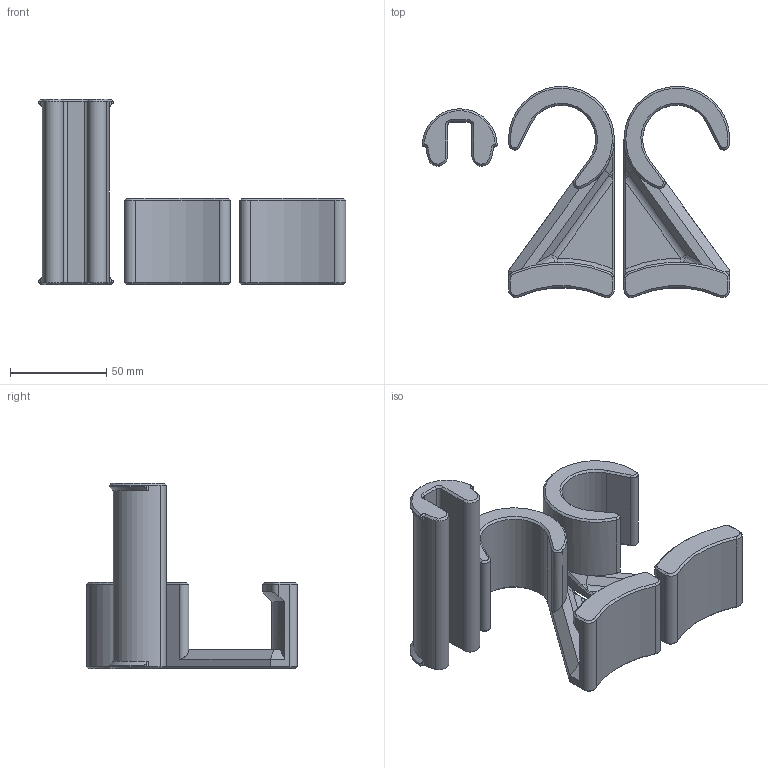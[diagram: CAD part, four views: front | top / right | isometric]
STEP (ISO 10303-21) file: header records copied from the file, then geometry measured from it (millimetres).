
FILE_DESCRIPTION(/* description */ (''),/* implementation_level */ '2;1');
FILE_NAME(/* name */ 'Backpack Closet Hook v7.step',/* time_stamp */ '2025-06-30T02:39:20-07:00',/* author */ (''),/* organization */ (''),/* preprocessor_version */ 'ST-DEVELOPER v20.1',/* originating_system */ 'Autodesk Translation Framework v14.10.0.0',/* authorisation */ '');
FILE_SCHEMA (('AUTOMOTIVE_DESIGN { 1 0 10303 214 3 1 1 }'));
Length unit declared in the file: millimetre
Products named in the file (2): Backpack Closet Hook; Component2
Assembly tree (1 placements, depth 2):
  Backpack Closet Hook
    Component2
Bounding box: 159.86 x 109.76 x 96.6 mm (x, y, z)
Volume: 210614.6 mm3; surface area: 60221.2 mm2
Topology: 3 solids, 3 shells, 186 faces, 438 edges, 254 vertices
Faces by surface type: cone 62, plane 53, cylinder 41, bspline 24, torus 4, sphere 2
Entity records: 5795 total; most frequent: CARTESIAN_POINT 1649, ORIENTED_EDGE 868, DIRECTION 832, EDGE_CURVE 434, AXIS2_PLACEMENT_3D 305, VERTEX_POINT 254, LINE 222, VECTOR 222
